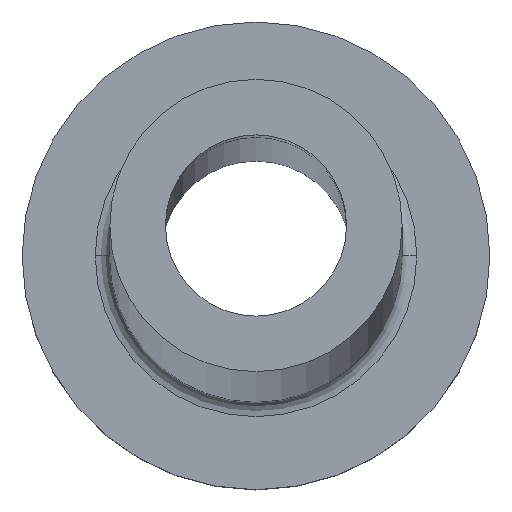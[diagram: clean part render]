
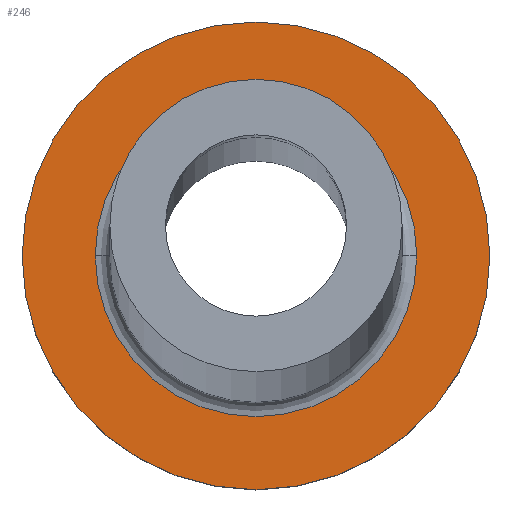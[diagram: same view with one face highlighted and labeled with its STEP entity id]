
A CAD part, top view. The second image highlights one B-rep face of the part: STEP entity #246.
In plain terms, the highlighted planar face has unit normal (0, 0, 1).
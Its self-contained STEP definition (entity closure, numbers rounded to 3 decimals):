
#7 = DIRECTION ( 'NONE',  ( 0., 0., 1. ) ) ;
#11 = CARTESIAN_POINT ( 'NONE',  ( 0., 0., 5. ) ) ;
#14 = ORIENTED_EDGE ( 'NONE', *, *, #293, .T. ) ;
#27 = AXIS2_PLACEMENT_3D ( 'NONE', #203, #314, #422 ) ;
#29 = CARTESIAN_POINT ( 'NONE',  ( -8., 0., 5. ) ) ;
#33 = VERTEX_POINT ( 'NONE', #29 ) ;
#37 = PLANE ( 'NONE',  #361 ) ;
#56 = EDGE_CURVE ( 'NONE', #33, #287, #251, .T. ) ;
#74 = FACE_OUTER_BOUND ( 'NONE', #108, .T. ) ;
#79 = CARTESIAN_POINT ( 'NONE',  ( 0., 0., 5. ) ) ;
#94 = DIRECTION ( 'NONE',  ( 1., 0., 0. ) ) ;
#98 = CIRCLE ( 'NONE', #238, 5.5 ) ;
#108 = EDGE_LOOP ( 'NONE', ( #267, #165 ) ) ;
#114 = DIRECTION ( 'NONE',  ( 1., 0., 0. ) ) ;
#135 = CIRCLE ( 'NONE', #27, 5.5 ) ;
#165 = ORIENTED_EDGE ( 'NONE', *, *, #230, .T. ) ;
#203 = CARTESIAN_POINT ( 'NONE',  ( 0., 0., 5. ) ) ;
#208 = DIRECTION ( 'NONE',  ( 0., 0., 1. ) ) ;
#230 = EDGE_CURVE ( 'NONE', #287, #33, #391, .T. ) ;
#231 = CARTESIAN_POINT ( 'NONE',  ( 8., 0., 5. ) ) ;
#238 = AXIS2_PLACEMENT_3D ( 'NONE', #79, #381, #283 ) ;
#241 = CARTESIAN_POINT ( 'NONE',  ( 0., 0., 5. ) ) ;
#246 = ADVANCED_FACE ( 'NONE', ( #253, #74 ), #37, .T. ) ;
#251 = CIRCLE ( 'NONE', #428, 8. ) ;
#253 = FACE_BOUND ( 'NONE', #441, .T. ) ;
#267 = ORIENTED_EDGE ( 'NONE', *, *, #56, .T. ) ;
#272 = AXIS2_PLACEMENT_3D ( 'NONE', #282, #208, #114 ) ;
#282 = CARTESIAN_POINT ( 'NONE',  ( 0., 0., 5. ) ) ;
#283 = DIRECTION ( 'NONE',  ( 1., 0., 0. ) ) ;
#284 = EDGE_CURVE ( 'NONE', #405, #352, #135, .T. ) ;
#285 = ORIENTED_EDGE ( 'NONE', *, *, #284, .T. ) ;
#287 = VERTEX_POINT ( 'NONE', #231 ) ;
#293 = EDGE_CURVE ( 'NONE', #352, #405, #98, .T. ) ;
#314 = DIRECTION ( 'NONE',  ( 0., 0., -1. ) ) ;
#318 = DIRECTION ( 'NONE',  ( 0., 0., 1. ) ) ;
#352 = VERTEX_POINT ( 'NONE', #397 ) ;
#356 = CARTESIAN_POINT ( 'NONE',  ( -5.5, 0., 5. ) ) ;
#361 = AXIS2_PLACEMENT_3D ( 'NONE', #241, #318, #382 ) ;
#381 = DIRECTION ( 'NONE',  ( 0., 0., -1. ) ) ;
#382 = DIRECTION ( 'NONE',  ( 1., 0., 0. ) ) ;
#391 = CIRCLE ( 'NONE', #272, 8. ) ;
#397 = CARTESIAN_POINT ( 'NONE',  ( 5.5, 0., 5. ) ) ;
#405 = VERTEX_POINT ( 'NONE', #356 ) ;
#422 = DIRECTION ( 'NONE',  ( 1., 0., 0. ) ) ;
#428 = AXIS2_PLACEMENT_3D ( 'NONE', #11, #7, #94 ) ;
#441 = EDGE_LOOP ( 'NONE', ( #14, #285 ) ) ;
